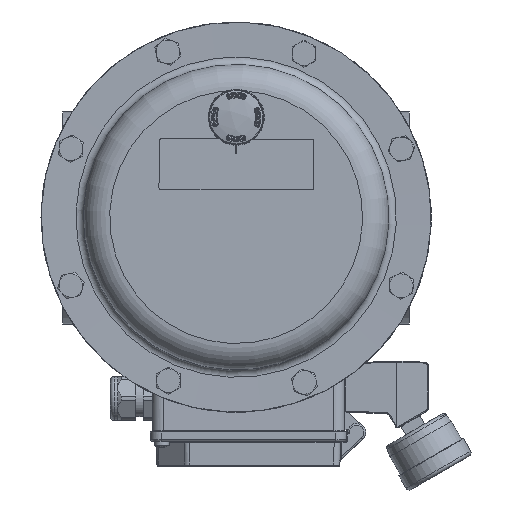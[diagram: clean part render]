
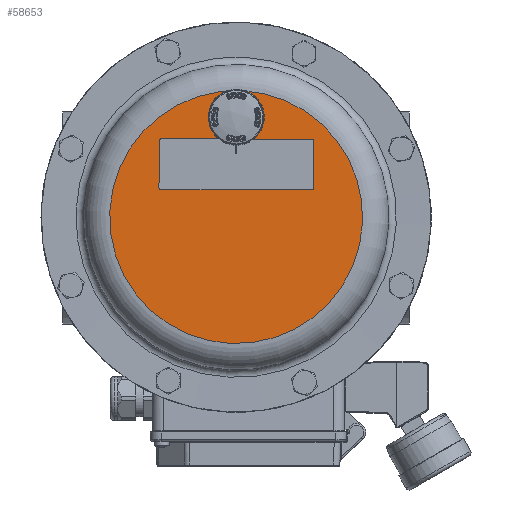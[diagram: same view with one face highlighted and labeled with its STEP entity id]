
A CAD part, top view. The second image highlights one B-rep face of the part: STEP entity #58653.
In plain terms, the highlighted planar face has unit normal (0, 0, 1).
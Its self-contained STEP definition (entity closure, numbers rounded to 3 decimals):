
#1715=FACE_BOUND('',#15853,.T.);
#1716=FACE_BOUND('',#15854,.T.);
#2629=PLANE('',#63567);
#5210=LINE('',#116509,#8464);
#5214=LINE('',#116518,#8468);
#5217=LINE('',#116526,#8471);
#5220=LINE('',#116534,#8474);
#8464=VECTOR('',#75202,1000.);
#8468=VECTOR('',#75212,1000.);
#8471=VECTOR('',#75221,1000.);
#8474=VECTOR('',#75230,1000.);
#12386=FACE_OUTER_BOUND('',#15852,.T.);
#15852=EDGE_LOOP('',(#47124));
#15853=EDGE_LOOP('',(#47125,#47126,#47127,#47128,#47129,#47130,#47131,#47132));
#15854=EDGE_LOOP('',(#47133,#47134));
#18519=CIRCLE('',#62851,10.35);
#18589=CIRCLE('',#62948,69.65);
#18842=CIRCLE('',#63509,1.);
#18843=CIRCLE('',#63512,1.);
#18844=CIRCLE('',#63515,1.);
#18845=CIRCLE('',#63518,1.);
#18846=CIRCLE('',#63568,10.35);
#24885=VERTEX_POINT('',#113163);
#24886=VERTEX_POINT('',#113164);
#24972=VERTEX_POINT('',#113748);
#25454=VERTEX_POINT('',#116507);
#25455=VERTEX_POINT('',#116508);
#25456=VERTEX_POINT('',#116513);
#25457=VERTEX_POINT('',#116517);
#25458=VERTEX_POINT('',#116521);
#25459=VERTEX_POINT('',#116525);
#25460=VERTEX_POINT('',#116529);
#25461=VERTEX_POINT('',#116533);
#31959=EDGE_CURVE('',#24885,#24886,#18519,.T.);
#32076=EDGE_CURVE('',#24972,#24972,#18589,.T.);
#32850=EDGE_CURVE('',#25454,#25455,#5210,.T.);
#32853=EDGE_CURVE('',#25455,#25456,#18842,.T.);
#32855=EDGE_CURVE('',#25456,#25457,#5214,.T.);
#32857=EDGE_CURVE('',#25457,#25458,#18843,.T.);
#32859=EDGE_CURVE('',#25458,#25459,#5217,.T.);
#32861=EDGE_CURVE('',#25459,#25460,#18844,.T.);
#32863=EDGE_CURVE('',#25460,#25461,#5220,.T.);
#32865=EDGE_CURVE('',#25461,#25454,#18845,.T.);
#32938=EDGE_CURVE('',#24886,#24885,#18846,.T.);
#47124=ORIENTED_EDGE('',*,*,#32076,.F.);
#47125=ORIENTED_EDGE('',*,*,#32865,.F.);
#47126=ORIENTED_EDGE('',*,*,#32863,.F.);
#47127=ORIENTED_EDGE('',*,*,#32861,.F.);
#47128=ORIENTED_EDGE('',*,*,#32859,.F.);
#47129=ORIENTED_EDGE('',*,*,#32857,.F.);
#47130=ORIENTED_EDGE('',*,*,#32855,.F.);
#47131=ORIENTED_EDGE('',*,*,#32853,.F.);
#47132=ORIENTED_EDGE('',*,*,#32850,.F.);
#47133=ORIENTED_EDGE('',*,*,#32938,.T.);
#47134=ORIENTED_EDGE('',*,*,#31959,.T.);
#58653=ADVANCED_FACE('',(#12386,#1715,#1716),#2629,.F.);
#62851=AXIS2_PLACEMENT_3D('',#113165,#73645,#73646);
#62948=AXIS2_PLACEMENT_3D('',#113750,#73865,#73866);
#63509=AXIS2_PLACEMENT_3D('',#116514,#75207,#75208);
#63512=AXIS2_PLACEMENT_3D('',#116522,#75216,#75217);
#63515=AXIS2_PLACEMENT_3D('',#116530,#75225,#75226);
#63518=AXIS2_PLACEMENT_3D('',#116537,#75234,#75235);
#63567=AXIS2_PLACEMENT_3D('',#116682,#75404,#75405);
#63568=AXIS2_PLACEMENT_3D('',#116683,#75406,#75407);
#73645=DIRECTION('center_axis',(0.,0.,
-1.));
#73646=DIRECTION('ref_axis',(-0.924,0.383,0.));
#73865=DIRECTION('center_axis',(0.,0.,
-1.));
#73866=DIRECTION('ref_axis',(-0.924,0.383,0.));
#75202=DIRECTION('',(0.001,1.,0.));
#75207=DIRECTION('center_axis',(0.,0.,
1.));
#75208=DIRECTION('ref_axis',(-0.001,-1.,0.));
#75212=DIRECTION('',(-1.,0.001,0.));
#75216=DIRECTION('center_axis',(0.,0.,
1.));
#75217=DIRECTION('ref_axis',(-0.001,-1.,0.));
#75221=DIRECTION('',(-0.001,-1.,0.));
#75225=DIRECTION('center_axis',(0.,0.,
1.));
#75226=DIRECTION('ref_axis',(-0.001,-1.,0.));
#75230=DIRECTION('',(1.,-0.001,0.));
#75234=DIRECTION('center_axis',(0.,0.,
1.));
#75235=DIRECTION('ref_axis',(-0.001,-1.,0.));
#75404=DIRECTION('center_axis',(0.,0.,
-1.));
#75405=DIRECTION('ref_axis',(-0.924,0.383,0.));
#75406=DIRECTION('center_axis',(0.,0.,
-1.));
#75407=DIRECTION('ref_axis',(-0.924,0.383,0.));
#113163=CARTESIAN_POINT('',(0.042,65.35,300.));
#113164=CARTESIAN_POINT('',(0.029,44.65,300.));
#113165=CARTESIAN_POINT('Origin',(0.036,55.,300.));
#113748=CARTESIAN_POINT('',(64.331,-26.696,300.));
#113750=CARTESIAN_POINT('Origin',(0.,0.,
300.));
#116507=CARTESIAN_POINT('',(42.51,15.972,300.));
#116508=CARTESIAN_POINT('',(42.527,41.972,300.));
#116509=CARTESIAN_POINT('',(42.51,15.972,300.));
#116513=CARTESIAN_POINT('',(41.528,42.973,300.));
#116514=CARTESIAN_POINT('Origin',(41.527,41.973,300.));
#116517=CARTESIAN_POINT('',(-41.472,43.027,300.));
#116518=CARTESIAN_POINT('',(41.528,42.973,300.));
#116521=CARTESIAN_POINT('',(-42.473,42.028,300.));
#116522=CARTESIAN_POINT('Origin',(-41.473,42.027,300.));
#116525=CARTESIAN_POINT('',(-42.49,16.028,300.));
#116526=CARTESIAN_POINT('',(-42.49,16.028,300.));
#116529=CARTESIAN_POINT('',(-41.49,15.027,300.));
#116530=CARTESIAN_POINT('Origin',(-41.49,16.027,300.));
#116533=CARTESIAN_POINT('',(41.51,14.973,300.));
#116534=CARTESIAN_POINT('',(41.51,14.973,300.));
#116537=CARTESIAN_POINT('Origin',(41.51,15.973,300.));
#116682=CARTESIAN_POINT('Origin',(0.,0.,
300.));
#116683=CARTESIAN_POINT('Origin',(0.036,55.,300.));
